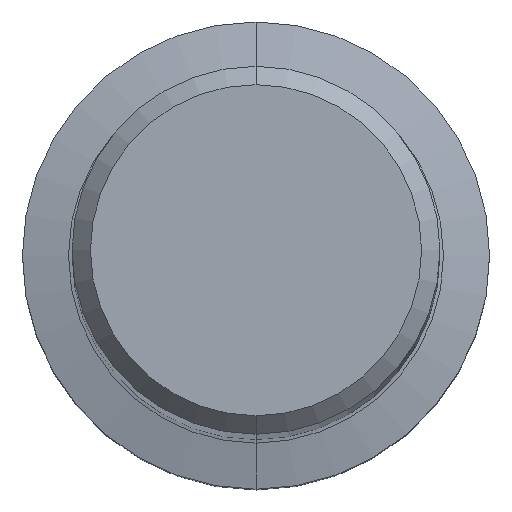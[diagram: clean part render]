
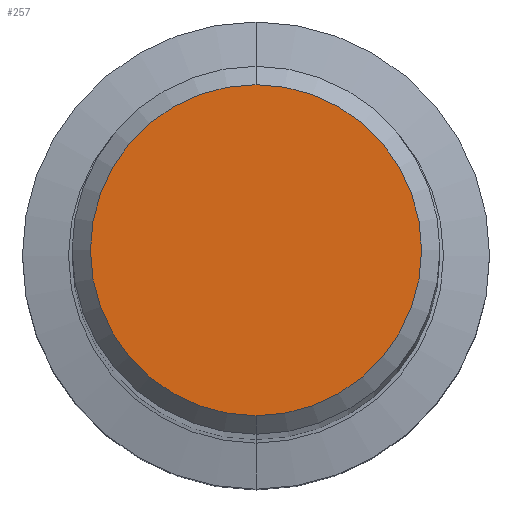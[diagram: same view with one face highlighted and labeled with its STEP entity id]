
A CAD part, top view. The second image highlights one B-rep face of the part: STEP entity #257.
In plain terms, the highlighted planar face has unit normal (0, 0, 1).
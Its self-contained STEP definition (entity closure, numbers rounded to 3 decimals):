
#257=ADVANCED_FACE('',(#618),#619,.T.);
#325=EDGE_CURVE('',#363,#405,#691,.T.);
#363=VERTEX_POINT('',#734);
#405=VERTEX_POINT('',#785);
#471=EDGE_CURVE('',#405,#363,#859,.T.);
#618=FACE_OUTER_BOUND('',#1052,.T.);
#619=PLANE('',#1053);
#691=CIRCLE('',#1207,4.5);
#734=CARTESIAN_POINT('',(0.0,4.5,0.0));
#785=CARTESIAN_POINT('',(0.,-4.5,0.0));
#859=CIRCLE('',#1531,4.5);
#1052=EDGE_LOOP('',(#1749,#1750));
#1053=AXIS2_PLACEMENT_3D('',#1751,#1752,#1753);
#1207=AXIS2_PLACEMENT_3D('',#1814,#1815,#1816);
#1531=AXIS2_PLACEMENT_3D('',#2044,#2045,#2046);
#1749=ORIENTED_EDGE('',*,*,#325,.F.);
#1750=ORIENTED_EDGE('',*,*,#471,.F.);
#1751=CARTESIAN_POINT('',(0.0,2.25,0.0));
#1752=DIRECTION('',(-0.0,0.0,1.0));
#1753=DIRECTION('',(0.0,-1.0,0.0));
#1814=CARTESIAN_POINT('',(0.0,0.0,0.0));
#1815=DIRECTION('',(0.0,0.0,-1.0));
#1816=DIRECTION('',(0.0,1.0,0.0));
#2044=CARTESIAN_POINT('',(0.0,0.0,0.0));
#2045=DIRECTION('',(0.0,0.0,-1.0));
#2046=DIRECTION('',(0.0,1.0,0.0));
